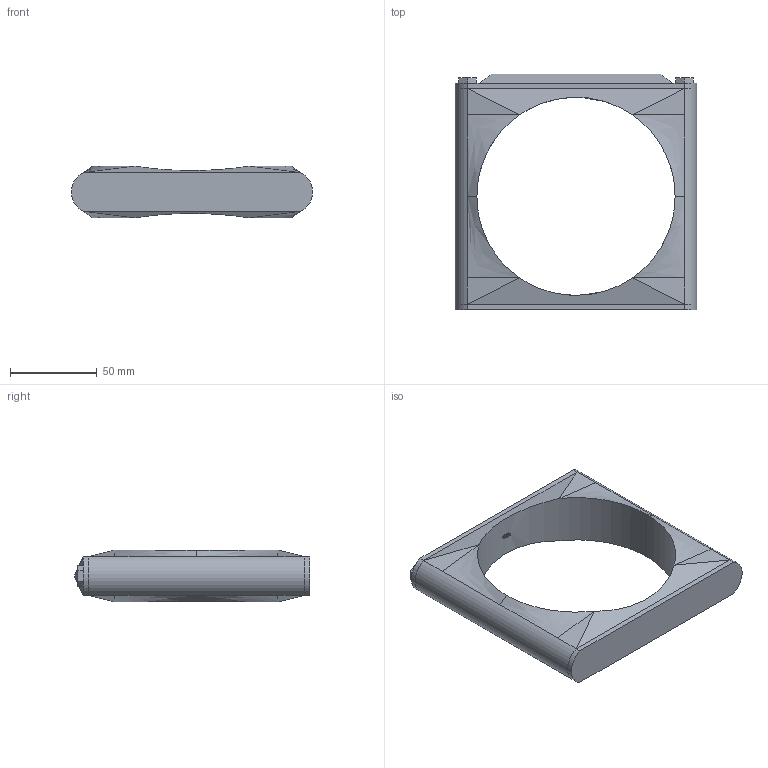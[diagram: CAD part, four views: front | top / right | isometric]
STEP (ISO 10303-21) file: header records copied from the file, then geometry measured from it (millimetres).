
FILE_DESCRIPTION (( 'STEP AP214' ), '1' );
FILE_NAME ('CSDW4.0PXXXSA.STEP', '2019-04-18T17:34:29', ( '' ), ( '' ), 'SwSTEP 2.0', 'SolidWorks 2017', '' );
FILE_SCHEMA (( 'AUTOMOTIVE_DESIGN' ));
Length unit declared in the file: millimetre
Products named in the file (1): CSDW4.0PXXXSA
Bounding box: 139.1 x 135.64 x 29.85 mm (x, y, z)
Surface area: 48220 mm2 (no closed solid volume)
Topology: 0 solids, 4 shells, 109 faces, 375 edges, 262 vertices
Faces by surface type: plane 56, bspline 31, cylinder 22
Entity records: 9532 total; most frequent: CARTESIAN_POINT 5506, ORIENTED_EDGE 610, DIRECTION 421, EDGE_CURVE 375, VERTEX_POINT 262, B_SPLINE_CURVE_WITH_KNOTS 168, VECTOR 143, LINE 143
